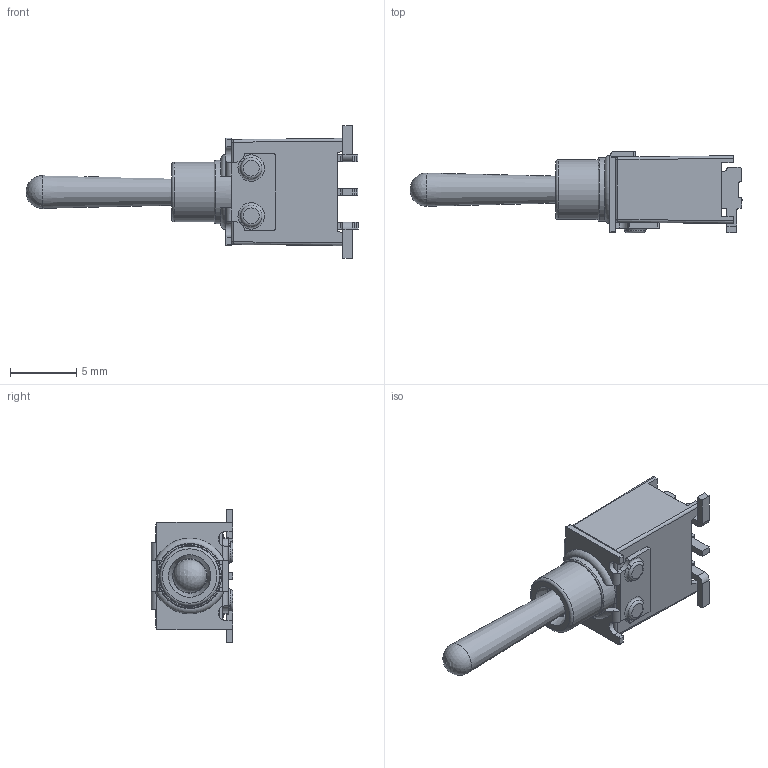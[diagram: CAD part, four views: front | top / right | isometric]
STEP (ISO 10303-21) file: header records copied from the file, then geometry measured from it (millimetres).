
FILE_DESCRIPTION (( 'STEP AP214' ), '1' );
FILE_NAME ('2BS146RE.STEP', '2016-04-15T06:40:26', ( 'user' ), ( 'Hewlett-Packard Company' ), 'SwSTEP 2.0', 'SolidWorks 2015', '' );
FILE_SCHEMA (( 'AUTOMOTIVE_DESIGN' ));
Length unit declared in the file: millimetre
Products named in the file (13): WTE133; WTE102; ca018; 2BS146RE; SL044; WST013; WSP003; TO025; CP027; WSU161; who388; el013; WTE110
Assembly tree (12 placements, depth 2):
  2BS146RE
    ca018
    WTE102
    WTE133
    WTE110
    el013
    who388
    WSU161
    CP027
    TO025
    WSP003
    WST013
    SL044
Bounding box: 25.02 x 6.15 x 9.98 mm (x, y, z)
Volume: 355.4 mm3; surface area: 1253.4 mm2
Topology: 12 solids, 12 shells, 439 faces, 1151 edges, 724 vertices
Faces by surface type: plane 225, cylinder 156, torus 25, bspline 17, cone 9, sphere 7
Full cylindrical faces by diameter (mm): 0.7 x2, 1.25 x1, 1.3 x1, 2.6 x1, 2.7 x1, 4.5 x1, 4.8 x1
Entity records: 16762 total; most frequent: CARTESIAN_POINT 5627, DIRECTION 2243, ORIENTED_EDGE 2182, EDGE_CURVE 1091, AXIS2_PLACEMENT_3D 777, VERTEX_POINT 710, LINE 689, VECTOR 689
